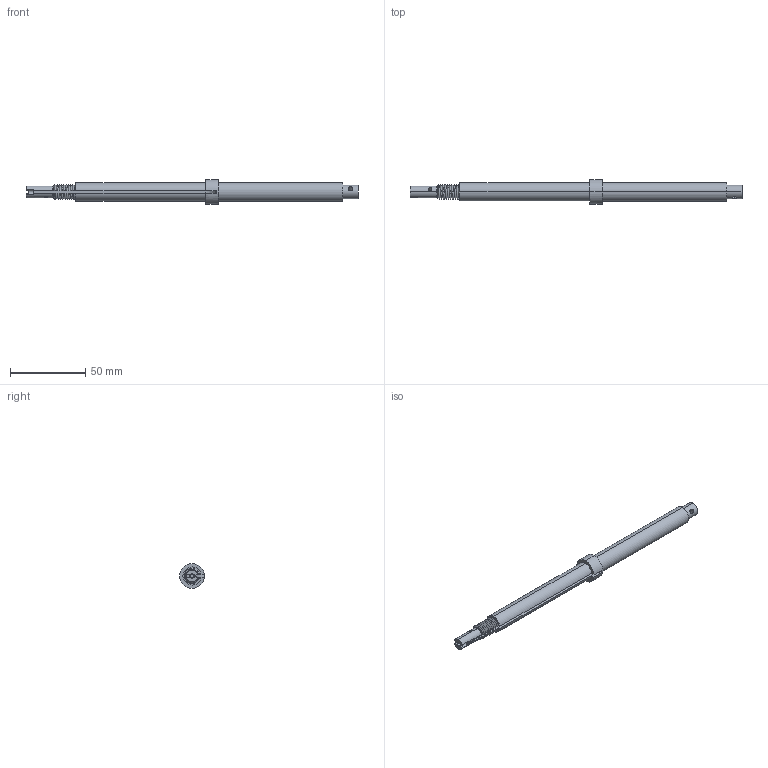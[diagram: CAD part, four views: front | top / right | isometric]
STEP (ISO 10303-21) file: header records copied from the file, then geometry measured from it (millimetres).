
FILE_DESCRIPTION (( 'STEP AP214' ), '1' );
FILE_NAME ('Drum - Axle.STEP', '2025-07-06T08:34:49', ( '' ), ( '' ), 'SwSTEP 2.0', 'SolidWorks 2025', '' );
FILE_SCHEMA (( 'AUTOMOTIVE_DESIGN' ));
Length unit declared in the file: millimetre
Products named in the file (1): Drum - Axle
Bounding box: 220 x 16.4 x 16.4 mm (x, y, z)
Volume: 22423.3 mm3; surface area: 9572.4 mm2
Topology: 1 solids, 1 shells, 95 faces, 269 edges, 180 vertices
Faces by surface type: cylinder 49, bspline 20, plane 19, cone 7
Entity records: 18965 total; most frequent: CARTESIAN_POINT 16793, ORIENTED_EDGE 536, DIRECTION 348, EDGE_CURVE 268, VERTEX_POINT 178, AXIS2_PLACEMENT_3D 127, EDGE_LOOP 104, FACE_OUTER_BOUND 95
